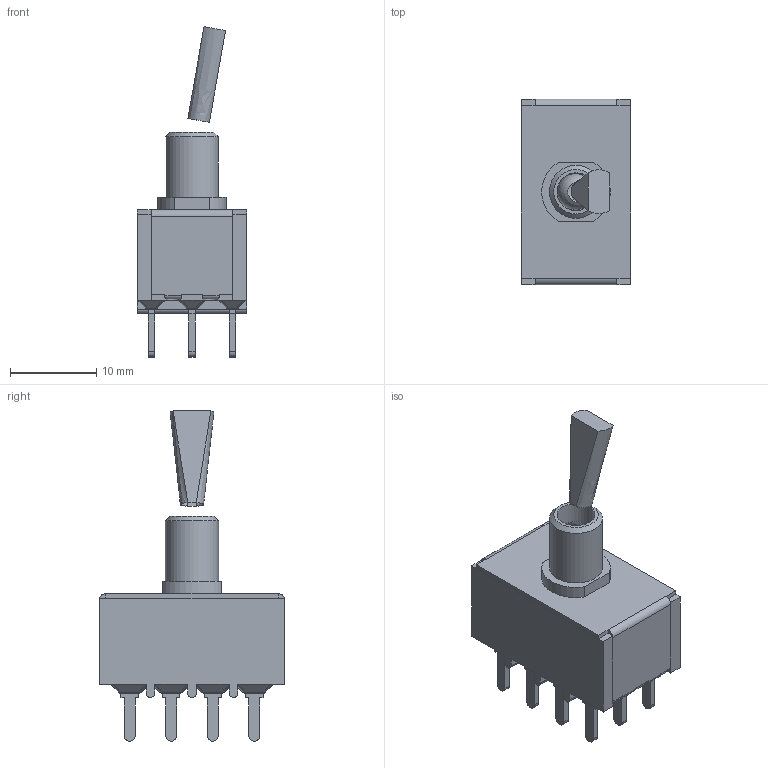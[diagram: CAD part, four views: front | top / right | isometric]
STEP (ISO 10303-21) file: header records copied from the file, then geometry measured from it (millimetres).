
FILE_DESCRIPTION(/* description */ (''),/* implementation_level */ '2;1');
FILE_NAME(/* name */ '1004PxT6B11M2xE.stp',/* time_stamp */ '2025-04-30T14:41:10-05:00',/* author */ ('mroman'),/* organization */ (''),/* preprocessor_version */ 'ST-DEVELOPER v18.1',/* originating_system */ 'Autodesk Inventor 2022',/* authorisation */ '');
FILE_SCHEMA (('AUTOMOTIVE_DESIGN { 1 0 10303 214 3 1 1 }'));
Length unit declared in the file: inch
Products named in the file (1): 1004PxT6B11M2xE
Bounding box: 12.7 x 21.59 x 38.41 mm (x, y, z)
Volume: 3388.4 mm3; surface area: 2203.4 mm2
Topology: 2 solids, 2 shells, 467 faces, 1207 edges, 713 vertices
Faces by surface type: plane 289, cylinder 125, sphere 49, cone 2, bspline 2
Full cylindrical faces by diameter (mm): 4.4 x1
Entity records: 13686 total; most frequent: CARTESIAN_POINT 2406, DIRECTION 2364, ORIENTED_EDGE 2316, EDGE_CURVE 1158, LINE 874, VECTOR 874, AXIS2_PLACEMENT_3D 745, VERTEX_POINT 713
